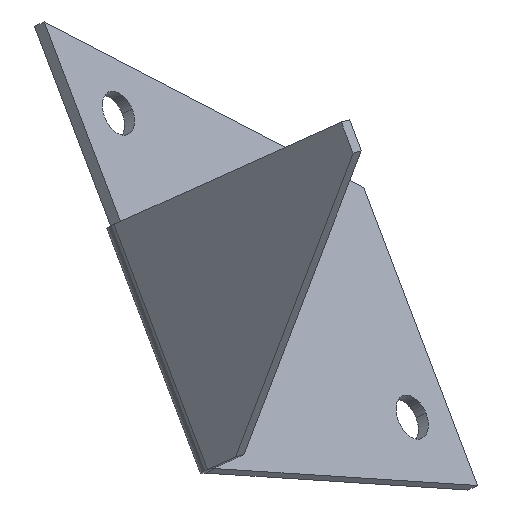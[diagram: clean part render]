
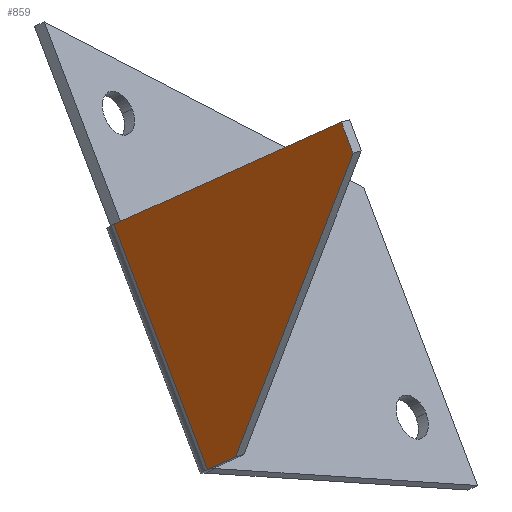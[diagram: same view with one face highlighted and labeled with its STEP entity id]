
A CAD part, left-side view. The second image highlights one B-rep face of the part: STEP entity #859.
In plain terms, the highlighted planar face has unit normal (-0.788, 0.594, -0.162).
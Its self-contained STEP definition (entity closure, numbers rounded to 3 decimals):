
#585 = VERTEX_POINT('',#586);
#586 = CARTESIAN_POINT('',(-14.964,29.225,15.142
    ));
#605 = CYLINDRICAL_SURFACE('',#606,4.5);
#606 = AXIS2_PLACEMENT_3D('',#607,#608,#609);
#607 = CARTESIAN_POINT('',(-11.417,26.553,
    15.872));
#608 = DIRECTION('',(-0.076,-0.355,-0.932
    ));
#609 = DIRECTION('',(-0.788,0.594,-0.162));
#700 = PLANE('',#701);
#701 = AXIS2_PLACEMENT_3D('',#702,#703,#704);
#702 = CARTESIAN_POINT('',(-34.702,3.61,
    26.525));
#703 = DIRECTION('',(0.076,0.355,0.932));
#704 = DIRECTION('',(0.611,0.722,-0.325));
#762 = VERTEX_POINT('',#763);
#763 = CARTESIAN_POINT('',(-19.312,8.872,
    -38.195));
#812 = EDGE_CURVE('',#585,#762,#813,.T.);
#813 = SURFACE_CURVE('',#814,(#818,#847),.PCURVE_S1.);
#814 = LINE('',#815,#816);
#815 = CARTESIAN_POINT('',(-14.964,29.225,15.142
    ));
#816 = VECTOR('',#817,1.);
#817 = DIRECTION('',(-0.076,-0.355,-0.932
    ));
#818 = PCURVE('',#605,#819);
#819 = DEFINITIONAL_REPRESENTATION('',(#820),#846);
#820 = B_SPLINE_CURVE_WITH_KNOTS('',3,(#821,#822,#823,#824,#825,#826,
    #827,#828,#829,#830,#831,#832,#833,#834,#835,#836,#837,#838,#839,
    #840,#841,#842,#843,#844,#845),.UNSPECIFIED.,.F.,.F.,(4,1,1,1,1,1,1,
    1,1,1,1,1,1,1,1,1,1,1,1,1,1,1,4),(0.,2.602,5.205,
    7.807,10.41,13.012,15.614,
    18.217,20.819,23.422,26.024,
    28.627,31.229,33.831,36.434,
    39.036,41.639,44.241,46.843,
    49.446,52.048,54.651,57.253),
  .QUASI_UNIFORM_KNOTS.);
#821 = CARTESIAN_POINT('',(0.,0.));
#822 = CARTESIAN_POINT('',(0.,0.867));
#823 = CARTESIAN_POINT('',(0.,2.602));
#824 = CARTESIAN_POINT('',(0.,5.205));
#825 = CARTESIAN_POINT('',(0.,7.807));
#826 = CARTESIAN_POINT('',(0.,10.41));
#827 = CARTESIAN_POINT('',(0.,13.012));
#828 = CARTESIAN_POINT('',(0.,15.614));
#829 = CARTESIAN_POINT('',(0.,18.217));
#830 = CARTESIAN_POINT('',(0.,20.819));
#831 = CARTESIAN_POINT('',(0.,23.422));
#832 = CARTESIAN_POINT('',(0.,26.024));
#833 = CARTESIAN_POINT('',(0.,28.627));
#834 = CARTESIAN_POINT('',(0.,31.229));
#835 = CARTESIAN_POINT('',(0.,33.831));
#836 = CARTESIAN_POINT('',(0.,36.434));
#837 = CARTESIAN_POINT('',(0.,39.036));
#838 = CARTESIAN_POINT('',(0.,41.639));
#839 = CARTESIAN_POINT('',(0.,44.241));
#840 = CARTESIAN_POINT('',(0.,46.843));
#841 = CARTESIAN_POINT('',(0.,49.446));
#842 = CARTESIAN_POINT('',(0.,52.048));
#843 = CARTESIAN_POINT('',(0.,54.651));
#844 = CARTESIAN_POINT('',(0.,56.386));
#845 = CARTESIAN_POINT('',(0.,57.253));
#846 = ( GEOMETRIC_REPRESENTATION_CONTEXT(2) 
PARAMETRIC_REPRESENTATION_CONTEXT() REPRESENTATION_CONTEXT('2D SPACE',''
  ) );
#847 = PCURVE('',#848,#853);
#848 = PLANE('',#849);
#849 = AXIS2_PLACEMENT_3D('',#850,#851,#852);
#850 = CARTESIAN_POINT('',(-16.564,12.12,
    -39.658));
#851 = DIRECTION('',(-0.788,0.594,-0.162));
#852 = DIRECTION('',(-0.076,-0.355,-0.932
    ));
#853 = DEFINITIONAL_REPRESENTATION('',(#854),#858);
#854 = LINE('',#855,#856);
#855 = CARTESIAN_POINT('',(-57.253,4.5));
#856 = VECTOR('',#857,1.);
#857 = DIRECTION('',(1.,0.));
#858 = ( GEOMETRIC_REPRESENTATION_CONTEXT(2) 
PARAMETRIC_REPRESENTATION_CONTEXT() REPRESENTATION_CONTEXT('2D SPACE',''
  ) );
#859 = ADVANCED_FACE('',(#860),#848,.T.);
#860 = FACE_BOUND('',#861,.F.);
#861 = EDGE_LOOP('',(#862,#892,#918,#919,#942));
#862 = ORIENTED_EDGE('',*,*,#863,.T.);
#863 = EDGE_CURVE('',#864,#866,#868,.T.);
#864 = VERTEX_POINT('',#865);
#865 = CARTESIAN_POINT('',(-57.356,-22.802,
    30.665));
#866 = VERTEX_POINT('',#867);
#867 = CARTESIAN_POINT('',(-24.504,2.736,
    -35.43));
#868 = SURFACE_CURVE('',#869,(#873,#880),.PCURVE_S1.);
#869 = LINE('',#870,#871);
#870 = CARTESIAN_POINT('',(-57.356,-22.802,
    30.665));
#871 = VECTOR('',#872,1.);
#872 = DIRECTION('',(0.421,0.327,-0.846));
#873 = PCURVE('',#848,#874);
#874 = DEFINITIONAL_REPRESENTATION('',(#875),#879);
#875 = LINE('',#876,#877);
#876 = CARTESIAN_POINT('',(-50.,73.));
#877 = VECTOR('',#878,1.);
#878 = DIRECTION('',(0.64,-0.768));
#879 = ( GEOMETRIC_REPRESENTATION_CONTEXT(2) 
PARAMETRIC_REPRESENTATION_CONTEXT() REPRESENTATION_CONTEXT('2D SPACE',''
  ) );
#880 = PCURVE('',#881,#886);
#881 = PLANE('',#882);
#882 = AXIS2_PLACEMENT_3D('',#883,#884,#885);
#883 = CARTESIAN_POINT('',(-39.748,-10.924,
    -2.139));
#884 = DIRECTION('',(-0.449,-0.735,-0.507));
#885 = DIRECTION('',(-0.421,-0.327,0.846));
#886 = DEFINITIONAL_REPRESENTATION('',(#887),#891);
#887 = LINE('',#888,#889);
#888 = CARTESIAN_POINT('',(39.051,1.5));
#889 = VECTOR('',#890,1.);
#890 = DIRECTION('',(-1.,0.));
#891 = ( GEOMETRIC_REPRESENTATION_CONTEXT(2) 
PARAMETRIC_REPRESENTATION_CONTEXT() REPRESENTATION_CONTEXT('2D SPACE',''
  ) );
#892 = ORIENTED_EDGE('',*,*,#893,.T.);
#893 = EDGE_CURVE('',#866,#762,#894,.T.);
#894 = SURFACE_CURVE('',#895,(#899,#906),.PCURVE_S1.);
#895 = LINE('',#896,#897);
#896 = CARTESIAN_POINT('',(-24.504,2.736,
    -35.43));
#897 = VECTOR('',#898,1.);
#898 = DIRECTION('',(0.611,0.722,-0.325));
#899 = PCURVE('',#848,#900);
#900 = DEFINITIONAL_REPRESENTATION('',(#901),#905);
#901 = LINE('',#902,#903);
#902 = CARTESIAN_POINT('',(0.,13.));
#903 = VECTOR('',#904,1.);
#904 = DIRECTION('',(0.,-1.));
#905 = ( GEOMETRIC_REPRESENTATION_CONTEXT(2) 
PARAMETRIC_REPRESENTATION_CONTEXT() REPRESENTATION_CONTEXT('2D SPACE',''
  ) );
#906 = PCURVE('',#907,#912);
#907 = PLANE('',#908);
#908 = AXIS2_PLACEMENT_3D('',#909,#910,#911);
#909 = CARTESIAN_POINT('',(-39.051,-16.743,
    -26.811));
#910 = DIRECTION('',(-0.076,-0.355,-0.932
    ));
#911 = DIRECTION('',(-0.611,-0.722,0.325));
#912 = DEFINITIONAL_REPRESENTATION('',(#913),#917);
#913 = LINE('',#914,#915);
#914 = CARTESIAN_POINT('',(-25.75,1.5));
#915 = VECTOR('',#916,1.);
#916 = DIRECTION('',(-1.,0.));
#917 = ( GEOMETRIC_REPRESENTATION_CONTEXT(2) 
PARAMETRIC_REPRESENTATION_CONTEXT() REPRESENTATION_CONTEXT('2D SPACE',''
  ) );
#918 = ORIENTED_EDGE('',*,*,#812,.F.);
#919 = ORIENTED_EDGE('',*,*,#920,.T.);
#920 = EDGE_CURVE('',#585,#921,#923,.T.);
#921 = VERTEX_POINT('',#922);
#922 = CARTESIAN_POINT('',(-56.805,-20.223,
    37.422));
#923 = SURFACE_CURVE('',#924,(#928,#935),.PCURVE_S1.);
#924 = LINE('',#925,#926);
#925 = CARTESIAN_POINT('',(-14.964,29.225,15.142
    ));
#926 = VECTOR('',#927,1.);
#927 = DIRECTION('',(-0.611,-0.722,0.325));
#928 = PCURVE('',#848,#929);
#929 = DEFINITIONAL_REPRESENTATION('',(#930),#934);
#930 = LINE('',#931,#932);
#931 = CARTESIAN_POINT('',(-57.253,4.5));
#932 = VECTOR('',#933,1.);
#933 = DIRECTION('',(0.,1.));
#934 = ( GEOMETRIC_REPRESENTATION_CONTEXT(2) 
PARAMETRIC_REPRESENTATION_CONTEXT() REPRESENTATION_CONTEXT('2D SPACE',''
  ) );
#935 = PCURVE('',#700,#936);
#936 = DEFINITIONAL_REPRESENTATION('',(#937),#941);
#937 = LINE('',#938,#939);
#938 = CARTESIAN_POINT('',(34.25,1.5));
#939 = VECTOR('',#940,1.);
#940 = DIRECTION('',(-1.,0.));
#941 = ( GEOMETRIC_REPRESENTATION_CONTEXT(2) 
PARAMETRIC_REPRESENTATION_CONTEXT() REPRESENTATION_CONTEXT('2D SPACE',''
  ) );
#942 = ORIENTED_EDGE('',*,*,#943,.T.);
#943 = EDGE_CURVE('',#921,#864,#944,.T.);
#944 = SURFACE_CURVE('',#945,(#949,#956),.PCURVE_S1.);
#945 = LINE('',#946,#947);
#946 = CARTESIAN_POINT('',(-56.805,-20.223,
    37.422));
#947 = VECTOR('',#948,1.);
#948 = DIRECTION('',(-0.076,-0.355,-0.932
    ));
#949 = PCURVE('',#848,#950);
#950 = DEFINITIONAL_REPRESENTATION('',(#951),#955);
#951 = LINE('',#952,#953);
#952 = CARTESIAN_POINT('',(-57.253,73.));
#953 = VECTOR('',#954,1.);
#954 = DIRECTION('',(1.,0.));
#955 = ( GEOMETRIC_REPRESENTATION_CONTEXT(2) 
PARAMETRIC_REPRESENTATION_CONTEXT() REPRESENTATION_CONTEXT('2D SPACE',''
  ) );
#956 = PCURVE('',#957,#962);
#957 = PLANE('',#958);
#958 = AXIS2_PLACEMENT_3D('',#959,#960,#961);
#959 = CARTESIAN_POINT('',(-57.797,-31.29,
    10.998));
#960 = DIRECTION('',(-0.611,-0.722,0.325));
#961 = DIRECTION('',(0.076,0.355,0.932));
#962 = DEFINITIONAL_REPRESENTATION('',(#963),#967);
#963 = LINE('',#964,#965);
#964 = CARTESIAN_POINT('',(28.627,1.5));
#965 = VECTOR('',#966,1.);
#966 = DIRECTION('',(-1.,0.));
#967 = ( GEOMETRIC_REPRESENTATION_CONTEXT(2) 
PARAMETRIC_REPRESENTATION_CONTEXT() REPRESENTATION_CONTEXT('2D SPACE',''
  ) );
